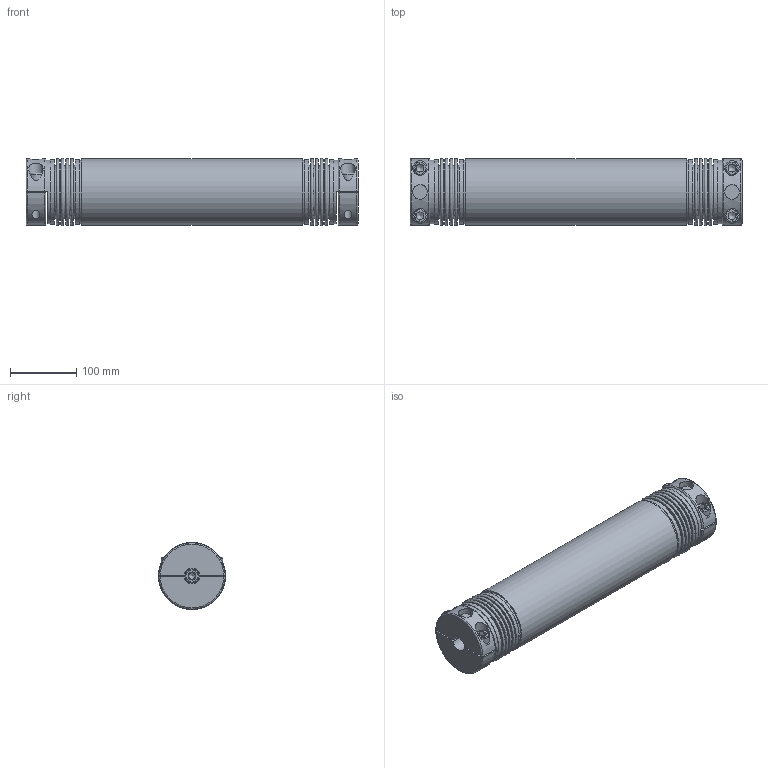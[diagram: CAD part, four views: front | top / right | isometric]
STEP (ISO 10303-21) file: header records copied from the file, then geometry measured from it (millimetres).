
FILE_DESCRIPTION( ( 'Unknown' ), '1' );
FILE_NAME( 'WDS 400 - L=0,5m.stp', 'Unknown', ( 'Unknown' ), ( 'Unknown' ), 'PSStep 10.1', 'Unknown', ' ' );
FILE_SCHEMA( ( 'AUTOMOTIVE_DESIGN { 1 0 10303 214 1 1 1 1 }' ) );
Length unit declared in the file: millimetre
Products named in the file (1): WDS  400
Bounding box: 500 x 101 x 101 mm (x, y, z)
Volume: 1668918.6 mm3; surface area: 445369.9 mm2
Topology: 1 solids, 4 shells, 276 faces, 566 edges, 374 vertices
Faces by surface type: plane 160, cylinder 54, torus 52, cone 10
Full cylindrical faces by diameter (mm): 12 x4, 14 x6, 15 x6, 17.5 x2, 20.9 x2, 21 x4, 22 x6, 40 x2, 56 x2, 75 x2, 90 x1, 95.4 x2, 96 x2, 97.2 x4, 100 x1
Entity records: 9798 total; most frequent: CARTESIAN_POINT 2185, DIRECTION 1174, ORIENTED_EDGE 852, AXIS2_PLACEMENT_3D 497, EDGE_LOOP 460, EDGE_CURVE 426, FACE_OUTER_BOUND 366, VERTEX_POINT 340
